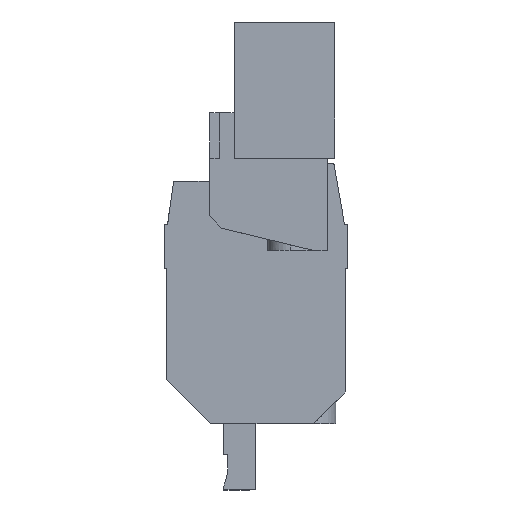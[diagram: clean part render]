
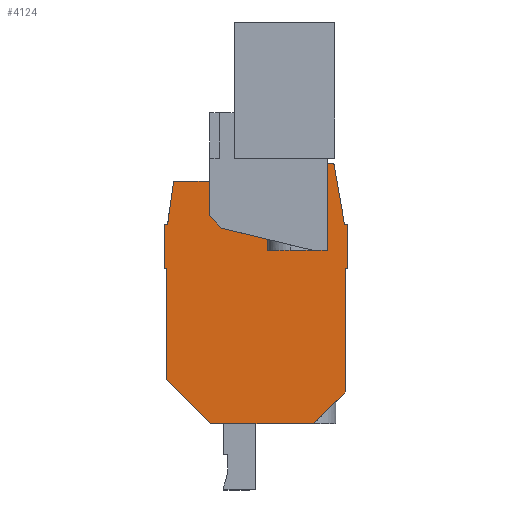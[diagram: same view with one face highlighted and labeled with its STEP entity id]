
A CAD part, left-side view. The second image highlights one B-rep face of the part: STEP entity #4124.
In plain terms, the highlighted planar face has unit normal (-1, 0, 0).
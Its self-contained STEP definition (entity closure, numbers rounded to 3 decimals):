
#4092=AXIS2_PLACEMENT_3D('Plane Axis2P3D',#4089,#4090,#4091) ;
#204=CARTESIAN_POINT('Vertex',(7.17,20.6,24.793)) ;
#207=CARTESIAN_POINT('Line Origine',(7.17,20.6,27.293)) ;
#211=CARTESIAN_POINT('Vertex',(7.17,20.6,29.793)) ;
#246=CARTESIAN_POINT('Line Origine',(7.17,20.405,29.793)) ;
#250=CARTESIAN_POINT('Vertex',(7.17,20.21,29.793)) ;
#1053=CARTESIAN_POINT('Vertex',(7.17,0.3,10.986)) ;
#1056=CARTESIAN_POINT('Line Origine',(7.17,2.093,9.193)) ;
#1060=CARTESIAN_POINT('Vertex',(7.17,3.886,7.4)) ;
#1086=CARTESIAN_POINT('Vertex',(7.17,0.3,24.793)) ;
#1089=CARTESIAN_POINT('Line Origine',(7.17,0.3,17.889)) ;
#1125=CARTESIAN_POINT('Vertex',(7.17,0.,24.793)) ;
#1128=CARTESIAN_POINT('Line Origine',(7.17,0.15,24.793)) ;
#1157=CARTESIAN_POINT('Vertex',(7.17,0.,29.793)) ;
#1160=CARTESIAN_POINT('Line Origine',(7.17,0.,27.293)) ;
#2581=CARTESIAN_POINT('Vertex',(7.17,20.3,24.793)) ;
#2584=CARTESIAN_POINT('Line Origine',(7.17,20.45,24.793)) ;
#2653=CARTESIAN_POINT('Vertex',(7.17,20.3,12.336)) ;
#2656=CARTESIAN_POINT('Line Origine',(7.17,20.3,18.564)) ;
#2701=CARTESIAN_POINT('Vertex',(7.17,15.364,7.4)) ;
#2704=CARTESIAN_POINT('Line Origine',(7.17,17.832,9.868)) ;
#2817=CARTESIAN_POINT('Vertex',(7.17,0.38,29.793)) ;
#2820=CARTESIAN_POINT('Line Origine',(7.17,0.19,29.793)) ;
#2841=CARTESIAN_POINT('Vertex',(7.17,1.58,36.6)) ;
#2844=CARTESIAN_POINT('Line Origine',(7.17,0.98,33.197)) ;
#2909=CARTESIAN_POINT('Line Origine',(7.17,9.625,7.4)) ;
#3758=CARTESIAN_POINT('Vertex',(7.17,12.7,36.6)) ;
#3761=CARTESIAN_POINT('Line Origine',(7.17,7.14,36.6)) ;
#4069=CARTESIAN_POINT('Line Origine',(7.17,19.872,32.197)) ;
#4073=CARTESIAN_POINT('Vertex',(7.17,19.535,34.6)) ;
#4089=CARTESIAN_POINT('Axis2P3D Location',(7.17,15.35,8.093)) ;
#4094=CARTESIAN_POINT('Line Origine',(7.17,16.117,34.6)) ;
#4098=CARTESIAN_POINT('Vertex',(7.17,12.7,34.6)) ;
#4101=CARTESIAN_POINT('Line Origine',(7.17,12.7,35.6)) ;
#208=DIRECTION('Vector Direction',(0.,0.,1.)) ;
#247=DIRECTION('Vector Direction',(0.,-1.,0.)) ;
#1057=DIRECTION('Vector Direction',(0.,0.707,-0.707)) ;
#1090=DIRECTION('Vector Direction',(0.,0.,1.)) ;
#1129=DIRECTION('Vector Direction',(0.,1.,0.)) ;
#1161=DIRECTION('Vector Direction',(0.,0.,-1.)) ;
#2585=DIRECTION('Vector Direction',(0.,1.,0.)) ;
#2657=DIRECTION('Vector Direction',(0.,0.,1.)) ;
#2705=DIRECTION('Vector Direction',(0.,0.707,0.707)) ;
#2821=DIRECTION('Vector Direction',(0.,-1.,0.)) ;
#2845=DIRECTION('Vector Direction',(0.,0.174,0.985)) ;
#2910=DIRECTION('Vector Direction',(0.,1.,0.)) ;
#3762=DIRECTION('Vector Direction',(0.,1.,0.)) ;
#4070=DIRECTION('Vector Direction',(0.,-0.139,0.99)) ;
#4090=DIRECTION('Axis2P3D Direction',(-1.,0.,0.)) ;
#4091=DIRECTION('Axis2P3D XDirection',(0.,-1.,0.)) ;
#4095=DIRECTION('Vector Direction',(0.,-1.,0.)) ;
#4102=DIRECTION('Vector Direction',(0.,0.,-1.)) ;
#209=VECTOR('Line Direction',#208,1.) ;
#248=VECTOR('Line Direction',#247,1.) ;
#1058=VECTOR('Line Direction',#1057,1.) ;
#1091=VECTOR('Line Direction',#1090,1.) ;
#1130=VECTOR('Line Direction',#1129,1.) ;
#1162=VECTOR('Line Direction',#1161,1.) ;
#2586=VECTOR('Line Direction',#2585,1.) ;
#2658=VECTOR('Line Direction',#2657,1.) ;
#2706=VECTOR('Line Direction',#2705,1.) ;
#2822=VECTOR('Line Direction',#2821,1.) ;
#2846=VECTOR('Line Direction',#2845,1.) ;
#2911=VECTOR('Line Direction',#2910,1.) ;
#3763=VECTOR('Line Direction',#3762,1.) ;
#4071=VECTOR('Line Direction',#4070,1.) ;
#4096=VECTOR('Line Direction',#4095,1.) ;
#4103=VECTOR('Line Direction',#4102,1.) ;
#4107=ORIENTED_EDGE('',*,*,#4100,.F.) ;
#4108=ORIENTED_EDGE('',*,*,#4075,.F.) ;
#4109=ORIENTED_EDGE('',*,*,#252,.F.) ;
#4110=ORIENTED_EDGE('',*,*,#213,.F.) ;
#4111=ORIENTED_EDGE('',*,*,#2588,.F.) ;
#4112=ORIENTED_EDGE('',*,*,#2660,.F.) ;
#4113=ORIENTED_EDGE('',*,*,#2708,.F.) ;
#4114=ORIENTED_EDGE('',*,*,#2913,.F.) ;
#4115=ORIENTED_EDGE('',*,*,#1062,.F.) ;
#4116=ORIENTED_EDGE('',*,*,#1093,.T.) ;
#4117=ORIENTED_EDGE('',*,*,#1132,.F.) ;
#4118=ORIENTED_EDGE('',*,*,#1164,.F.) ;
#4119=ORIENTED_EDGE('',*,*,#2824,.F.) ;
#4120=ORIENTED_EDGE('',*,*,#2848,.T.) ;
#4121=ORIENTED_EDGE('',*,*,#3765,.T.) ;
#4122=ORIENTED_EDGE('',*,*,#4105,.T.) ;
#4124=ADVANCED_FACE('HOUSING',(#4123),#4093,.T.) ;
#213=EDGE_CURVE('',#205,#212,#210,.T.) ;
#252=EDGE_CURVE('',#212,#251,#249,.T.) ;
#1062=EDGE_CURVE('',#1054,#1061,#1059,.T.) ;
#1093=EDGE_CURVE('',#1054,#1087,#1092,.T.) ;
#1132=EDGE_CURVE('',#1126,#1087,#1131,.T.) ;
#1164=EDGE_CURVE('',#1158,#1126,#1163,.T.) ;
#2588=EDGE_CURVE('',#2582,#205,#2587,.T.) ;
#2660=EDGE_CURVE('',#2654,#2582,#2659,.T.) ;
#2708=EDGE_CURVE('',#2702,#2654,#2707,.T.) ;
#2824=EDGE_CURVE('',#2818,#1158,#2823,.T.) ;
#2848=EDGE_CURVE('',#2818,#2842,#2847,.T.) ;
#2913=EDGE_CURVE('',#1061,#2702,#2912,.T.) ;
#3765=EDGE_CURVE('',#2842,#3759,#3764,.T.) ;
#4075=EDGE_CURVE('',#251,#4074,#4072,.T.) ;
#4100=EDGE_CURVE('',#4074,#4099,#4097,.T.) ;
#4105=EDGE_CURVE('',#3759,#4099,#4104,.T.) ;
#4106=EDGE_LOOP('',(#4107,#4108,#4109,#4110,#4111,#4112,#4113,#4114,#4115,#4116,#4117,#4118,#4119,#4120,#4121,#4122)) ;
#4123=FACE_OUTER_BOUND('',#4106,.T.) ;
#210=LINE('Line',#207,#209) ;
#249=LINE('Line',#246,#248) ;
#1059=LINE('Line',#1056,#1058) ;
#1092=LINE('Line',#1089,#1091) ;
#1131=LINE('Line',#1128,#1130) ;
#1163=LINE('Line',#1160,#1162) ;
#2587=LINE('Line',#2584,#2586) ;
#2659=LINE('Line',#2656,#2658) ;
#2707=LINE('Line',#2704,#2706) ;
#2823=LINE('Line',#2820,#2822) ;
#2847=LINE('Line',#2844,#2846) ;
#2912=LINE('Line',#2909,#2911) ;
#3764=LINE('Line',#3761,#3763) ;
#4072=LINE('Line',#4069,#4071) ;
#4097=LINE('Line',#4094,#4096) ;
#4104=LINE('Line',#4101,#4103) ;
#4093=PLANE('',#4092) ;
#205=VERTEX_POINT('',#204) ;
#212=VERTEX_POINT('',#211) ;
#251=VERTEX_POINT('',#250) ;
#1054=VERTEX_POINT('',#1053) ;
#1061=VERTEX_POINT('',#1060) ;
#1087=VERTEX_POINT('',#1086) ;
#1126=VERTEX_POINT('',#1125) ;
#1158=VERTEX_POINT('',#1157) ;
#2582=VERTEX_POINT('',#2581) ;
#2654=VERTEX_POINT('',#2653) ;
#2702=VERTEX_POINT('',#2701) ;
#2818=VERTEX_POINT('',#2817) ;
#2842=VERTEX_POINT('',#2841) ;
#3759=VERTEX_POINT('',#3758) ;
#4074=VERTEX_POINT('',#4073) ;
#4099=VERTEX_POINT('',#4098) ;
